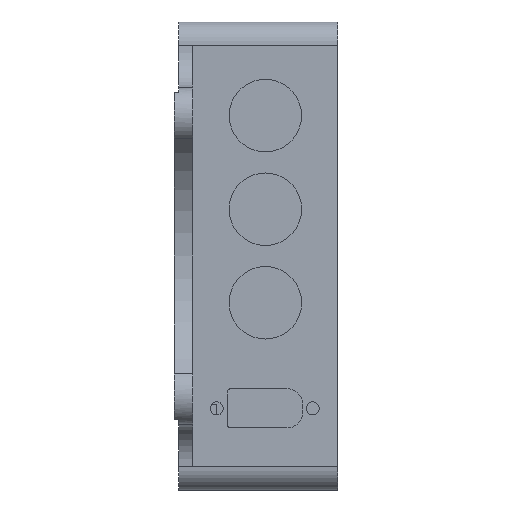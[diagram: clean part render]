
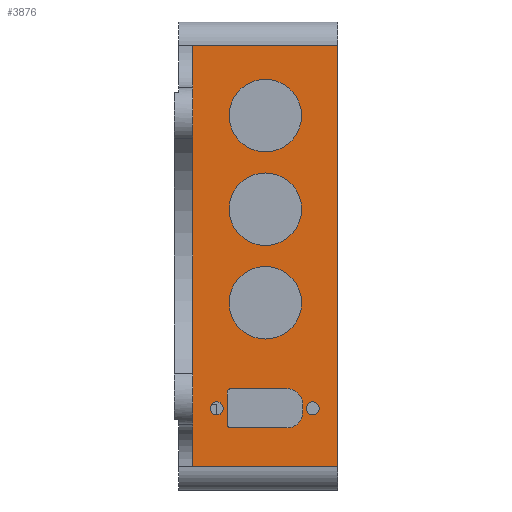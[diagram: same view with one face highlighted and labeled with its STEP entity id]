
A CAD part, left-side view. The second image highlights one B-rep face of the part: STEP entity #3876.
In plain terms, the highlighted planar face has unit normal (-1, 0, 0).
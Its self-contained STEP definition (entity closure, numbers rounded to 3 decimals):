
#2921 = VERTEX_POINT('',#2922);
#2922 = CARTESIAN_POINT('',(-90.,-34.,-45.));
#2929 = EDGE_CURVE('',#2930,#2921,#2932,.T.);
#2930 = VERTEX_POINT('',#2931);
#2931 = CARTESIAN_POINT('',(-90.,-34.,45.));
#2932 = LINE('',#2933,#2934);
#2933 = CARTESIAN_POINT('',(-90.,-34.,45.));
#2934 = VECTOR('',#2935,1.);
#2935 = DIRECTION('',(0.,0.,-1.));
#3139 = VERTEX_POINT('',#3140);
#3140 = CARTESIAN_POINT('',(-90.,-18.5,22.25));
#3146 = EDGE_CURVE('',#3139,#3139,#3147,.T.);
#3147 = CIRCLE('',#3148,7.75);
#3148 = AXIS2_PLACEMENT_3D('',#3149,#3150,#3151);
#3149 = CARTESIAN_POINT('',(-90.,-18.5,30.));
#3150 = DIRECTION('',(-1.,0.,0.));
#3151 = DIRECTION('',(-0.,0.,-1.));
#3164 = VERTEX_POINT('',#3165);
#3165 = CARTESIAN_POINT('',(-90.,-18.5,2.25));
#3171 = EDGE_CURVE('',#3164,#3164,#3172,.T.);
#3172 = CIRCLE('',#3173,7.75);
#3173 = AXIS2_PLACEMENT_3D('',#3174,#3175,#3176);
#3174 = CARTESIAN_POINT('',(-90.,-18.5,10.));
#3175 = DIRECTION('',(-1.,0.,0.));
#3176 = DIRECTION('',(-0.,0.,-1.));
#3189 = VERTEX_POINT('',#3190);
#3190 = CARTESIAN_POINT('',(-90.,-28.61,-33.95));
#3196 = EDGE_CURVE('',#3189,#3189,#3197,.T.);
#3197 = CIRCLE('',#3198,1.4);
#3198 = AXIS2_PLACEMENT_3D('',#3199,#3200,#3201);
#3199 = CARTESIAN_POINT('',(-90.,-28.61,-32.55));
#3200 = DIRECTION('',(-1.,0.,0.));
#3201 = DIRECTION('',(0.,0.,-1.));
#3214 = VERTEX_POINT('',#3215);
#3215 = CARTESIAN_POINT('',(-90.,-18.5,-17.75));
#3221 = EDGE_CURVE('',#3214,#3214,#3222,.T.);
#3222 = CIRCLE('',#3223,7.75);
#3223 = AXIS2_PLACEMENT_3D('',#3224,#3225,#3226);
#3224 = CARTESIAN_POINT('',(-90.,-18.5,-10.));
#3225 = DIRECTION('',(-1.,0.,0.));
#3226 = DIRECTION('',(-0.,0.,-1.));
#3238 = EDGE_CURVE('',#3239,#3241,#3243,.T.);
#3239 = VERTEX_POINT('',#3240);
#3240 = CARTESIAN_POINT('',(-90.,-23.11,-28.35));
#3241 = VERTEX_POINT('',#3242);
#3242 = CARTESIAN_POINT('',(-90.,-11.11,-28.35));
#3243 = LINE('',#3244,#3245);
#3244 = CARTESIAN_POINT('',(-90.,-23.11,-28.35));
#3245 = VECTOR('',#3246,1.);
#3246 = DIRECTION('',(0.,1.,0.));
#3269 = EDGE_CURVE('',#3270,#3239,#3272,.T.);
#3270 = VERTEX_POINT('',#3271);
#3271 = CARTESIAN_POINT('',(-90.,-26.46,-31.7));
#3272 = CIRCLE('',#3273,3.35);
#3273 = AXIS2_PLACEMENT_3D('',#3274,#3275,#3276);
#3274 = CARTESIAN_POINT('',(-90.,-23.11,-31.7));
#3275 = DIRECTION('',(-1.,0.,0.));
#3276 = DIRECTION('',(0.,0.,-1.));
#3294 = EDGE_CURVE('',#3270,#3295,#3297,.T.);
#3295 = VERTEX_POINT('',#3296);
#3296 = CARTESIAN_POINT('',(-90.,-26.46,-33.4));
#3297 = LINE('',#3298,#3299);
#3298 = CARTESIAN_POINT('',(-90.,-26.46,-31.7));
#3299 = VECTOR('',#3300,1.);
#3300 = DIRECTION('',(0.,0.,-1.));
#3318 = EDGE_CURVE('',#3319,#3295,#3321,.T.);
#3319 = VERTEX_POINT('',#3320);
#3320 = CARTESIAN_POINT('',(-90.,-23.11,-36.75));
#3321 = CIRCLE('',#3322,3.35);
#3322 = AXIS2_PLACEMENT_3D('',#3323,#3324,#3325);
#3323 = CARTESIAN_POINT('',(-90.,-23.11,-33.4));
#3324 = DIRECTION('',(-1.,0.,0.));
#3325 = DIRECTION('',(0.,0.,-1.));
#3343 = EDGE_CURVE('',#3319,#3344,#3346,.T.);
#3344 = VERTEX_POINT('',#3345);
#3345 = CARTESIAN_POINT('',(-90.,-11.11,-36.75));
#3346 = LINE('',#3347,#3348);
#3347 = CARTESIAN_POINT('',(-90.,-23.11,-36.75));
#3348 = VECTOR('',#3349,1.);
#3349 = DIRECTION('',(0.,1.,0.));
#3367 = EDGE_CURVE('',#3368,#3344,#3370,.T.);
#3368 = VERTEX_POINT('',#3369);
#3369 = CARTESIAN_POINT('',(-90.,-10.41,-36.05));
#3370 = CIRCLE('',#3371,0.7);
#3371 = AXIS2_PLACEMENT_3D('',#3372,#3373,#3374);
#3372 = CARTESIAN_POINT('',(-90.,-11.11,-36.05));
#3373 = DIRECTION('',(-1.,0.,0.));
#3374 = DIRECTION('',(0.,0.,-1.));
#3392 = EDGE_CURVE('',#3393,#3368,#3395,.T.);
#3393 = VERTEX_POINT('',#3394);
#3394 = CARTESIAN_POINT('',(-90.,-10.41,-29.05));
#3395 = LINE('',#3396,#3397);
#3396 = CARTESIAN_POINT('',(-90.,-10.41,-29.05));
#3397 = VECTOR('',#3398,1.);
#3398 = DIRECTION('',(0.,0.,-1.));
#3416 = EDGE_CURVE('',#3241,#3393,#3417,.T.);
#3417 = CIRCLE('',#3418,0.7);
#3418 = AXIS2_PLACEMENT_3D('',#3419,#3420,#3421);
#3419 = CARTESIAN_POINT('',(-90.,-11.11,-29.05));
#3420 = DIRECTION('',(-1.,0.,0.));
#3421 = DIRECTION('',(0.,0.,-1.));
#3435 = VERTEX_POINT('',#3436);
#3436 = CARTESIAN_POINT('',(-90.,-8.11,-33.95));
#3442 = EDGE_CURVE('',#3435,#3435,#3443,.T.);
#3443 = CIRCLE('',#3444,1.4);
#3444 = AXIS2_PLACEMENT_3D('',#3445,#3446,#3447);
#3445 = CARTESIAN_POINT('',(-90.,-8.11,-32.55));
#3446 = DIRECTION('',(-1.,0.,0.));
#3447 = DIRECTION('',(0.,0.,-1.));
#3876 = ADVANCED_FACE('',(#3877,#3910,#3913,#3916,#3919,#3922,#3932),
  #3935,.F.);
#3877 = FACE_BOUND('',#3878,.F.);
#3878 = EDGE_LOOP('',(#3879,#3887,#3888,#3896,#3904));
#3879 = ORIENTED_EDGE('',*,*,#3880,.T.);
#3880 = EDGE_CURVE('',#3881,#2930,#3883,.T.);
#3881 = VERTEX_POINT('',#3882);
#3882 = CARTESIAN_POINT('',(-90.,-3.,45.));
#3883 = LINE('',#3884,#3885);
#3884 = CARTESIAN_POINT('',(-90.,-3.,45.));
#3885 = VECTOR('',#3886,1.);
#3886 = DIRECTION('',(0.,-1.,0.));
#3887 = ORIENTED_EDGE('',*,*,#2929,.T.);
#3888 = ORIENTED_EDGE('',*,*,#3889,.F.);
#3889 = EDGE_CURVE('',#3890,#2921,#3892,.T.);
#3890 = VERTEX_POINT('',#3891);
#3891 = CARTESIAN_POINT('',(-90.,-3.,-45.));
#3892 = LINE('',#3893,#3894);
#3893 = CARTESIAN_POINT('',(-90.,-3.,-45.));
#3894 = VECTOR('',#3895,1.);
#3895 = DIRECTION('',(0.,-1.,0.));
#3896 = ORIENTED_EDGE('',*,*,#3897,.F.);
#3897 = EDGE_CURVE('',#3898,#3890,#3900,.T.);
#3898 = VERTEX_POINT('',#3899);
#3899 = CARTESIAN_POINT('',(-90.,-3.,0.));
#3900 = LINE('',#3901,#3902);
#3901 = CARTESIAN_POINT('',(-90.,-3.,45.));
#3902 = VECTOR('',#3903,1.);
#3903 = DIRECTION('',(0.,0.,-1.));
#3904 = ORIENTED_EDGE('',*,*,#3905,.F.);
#3905 = EDGE_CURVE('',#3881,#3898,#3906,.T.);
#3906 = LINE('',#3907,#3908);
#3907 = CARTESIAN_POINT('',(-90.,-3.,45.));
#3908 = VECTOR('',#3909,1.);
#3909 = DIRECTION('',(0.,0.,-1.));
#3910 = FACE_BOUND('',#3911,.F.);
#3911 = EDGE_LOOP('',(#3912));
#3912 = ORIENTED_EDGE('',*,*,#3146,.T.);
#3913 = FACE_BOUND('',#3914,.F.);
#3914 = EDGE_LOOP('',(#3915));
#3915 = ORIENTED_EDGE('',*,*,#3171,.T.);
#3916 = FACE_BOUND('',#3917,.F.);
#3917 = EDGE_LOOP('',(#3918));
#3918 = ORIENTED_EDGE('',*,*,#3196,.T.);
#3919 = FACE_BOUND('',#3920,.F.);
#3920 = EDGE_LOOP('',(#3921));
#3921 = ORIENTED_EDGE('',*,*,#3221,.T.);
#3922 = FACE_BOUND('',#3923,.F.);
#3923 = EDGE_LOOP('',(#3924,#3925,#3926,#3927,#3928,#3929,#3930,#3931));
#3924 = ORIENTED_EDGE('',*,*,#3238,.T.);
#3925 = ORIENTED_EDGE('',*,*,#3416,.T.);
#3926 = ORIENTED_EDGE('',*,*,#3392,.T.);
#3927 = ORIENTED_EDGE('',*,*,#3367,.T.);
#3928 = ORIENTED_EDGE('',*,*,#3343,.F.);
#3929 = ORIENTED_EDGE('',*,*,#3318,.T.);
#3930 = ORIENTED_EDGE('',*,*,#3294,.F.);
#3931 = ORIENTED_EDGE('',*,*,#3269,.T.);
#3932 = FACE_BOUND('',#3933,.F.);
#3933 = EDGE_LOOP('',(#3934));
#3934 = ORIENTED_EDGE('',*,*,#3442,.T.);
#3935 = PLANE('',#3936);
#3936 = AXIS2_PLACEMENT_3D('',#3937,#3938,#3939);
#3937 = CARTESIAN_POINT('',(-90.,-3.,45.));
#3938 = DIRECTION('',(1.,0.,0.));
#3939 = DIRECTION('',(0.,0.,-1.));
